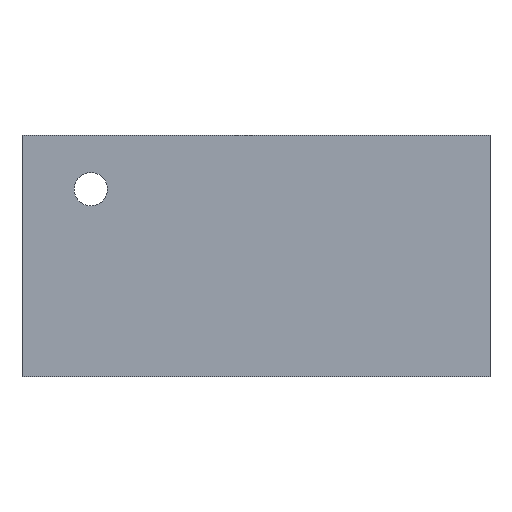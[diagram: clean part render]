
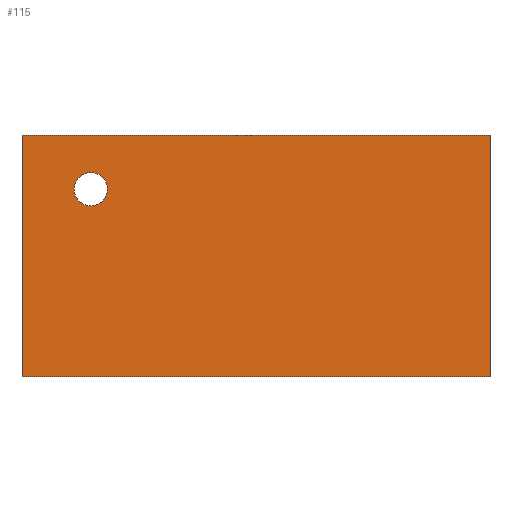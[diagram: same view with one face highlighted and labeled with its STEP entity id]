
A CAD part, top view. The second image highlights one B-rep face of the part: STEP entity #115.
In plain terms, the highlighted planar face has unit normal (0, 0, 1).
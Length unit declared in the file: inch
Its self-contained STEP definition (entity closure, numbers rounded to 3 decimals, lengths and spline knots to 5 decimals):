
#1 = EDGE_CURVE ( 'NONE', #111, #73, #286, .T. ) ;
#7 = LINE ( 'NONE', #274, #245 ) ;
#12 = DIRECTION ( 'NONE',  ( 0., 0., 1. ) ) ;
#17 = EDGE_CURVE ( 'NONE', #68, #212, #278, .T. ) ;
#18 = VECTOR ( 'NONE', #303, 39.37008 ) ;
#21 = EDGE_CURVE ( 'NONE', #73, #111, #56, .T. ) ;
#24 = ORIENTED_EDGE ( 'NONE', *, *, #270, .T. ) ;
#32 = ORIENTED_EDGE ( 'NONE', *, *, #221, .T. ) ;
#45 = AXIS2_PLACEMENT_3D ( 'NONE', #50, #193, #238 ) ;
#49 = FACE_BOUND ( 'NONE', #127, .T. ) ;
#50 = CARTESIAN_POINT ( 'NONE',  ( -1.979, 0.87317, 0.25 ) ) ;
#51 = LINE ( 'NONE', #256, #302 ) ;
#56 = CIRCLE ( 'NONE', #202, 0.23606 ) ;
#57 = DIRECTION ( 'NONE',  ( 0., 0., 1. ) ) ;
#68 = VERTEX_POINT ( 'NONE', #250 ) ;
#70 = ORIENTED_EDGE ( 'NONE', *, *, #86, .T. ) ;
#73 = VERTEX_POINT ( 'NONE', #198 ) ;
#79 = DIRECTION ( 'NONE',  ( 1., 0., 0. ) ) ;
#81 = CARTESIAN_POINT ( 'NONE',  ( -2.94991, -1.7754, 0.25 ) ) ;
#86 = EDGE_CURVE ( 'NONE', #185, #223, #7, .T. ) ;
#92 = LINE ( 'NONE', #159, #18 ) ;
#111 = VERTEX_POINT ( 'NONE', #301 ) ;
#115 = ADVANCED_FACE ( 'NONE', ( #49, #298 ), #151, .T. ) ;
#127 = EDGE_LOOP ( 'NONE', ( #261, #258 ) ) ;
#128 = DIRECTION ( 'NONE',  ( 1., 0., 0. ) ) ;
#136 = CARTESIAN_POINT ( 'NONE',  ( 3.65558, -1.7754, 0.25 ) ) ;
#139 = ORIENTED_EDGE ( 'NONE', *, *, #17, .T. ) ;
#144 = EDGE_LOOP ( 'NONE', ( #32, #70, #24, #139 ) ) ;
#151 = PLANE ( 'NONE',  #241 ) ;
#153 = CARTESIAN_POINT ( 'NONE',  ( 0., 0., 0.25 ) ) ;
#159 = CARTESIAN_POINT ( 'NONE',  ( 3.65558, 1.63735, 0.25 ) ) ;
#175 = DIRECTION ( 'NONE',  ( -1., 0., 0. ) ) ;
#183 = CARTESIAN_POINT ( 'NONE',  ( -2.94991, 1.63735, 0.25 ) ) ;
#185 = VERTEX_POINT ( 'NONE', #81 ) ;
#187 = VECTOR ( 'NONE', #175, 39.37008 ) ;
#193 = DIRECTION ( 'NONE',  ( 0., 0., 1. ) ) ;
#198 = CARTESIAN_POINT ( 'NONE',  ( -2.21506, 0.87317, 0.25 ) ) ;
#202 = AXIS2_PLACEMENT_3D ( 'NONE', #219, #12, #79 ) ;
#212 = VERTEX_POINT ( 'NONE', #183 ) ;
#219 = CARTESIAN_POINT ( 'NONE',  ( -1.979, 0.87317, 0.25 ) ) ;
#221 = EDGE_CURVE ( 'NONE', #212, #185, #51, .T. ) ;
#223 = VERTEX_POINT ( 'NONE', #136 ) ;
#238 = DIRECTION ( 'NONE',  ( 1., 0., 0. ) ) ;
#241 = AXIS2_PLACEMENT_3D ( 'NONE', #153, #57, #295 ) ;
#245 = VECTOR ( 'NONE', #128, 39.37008 ) ;
#250 = CARTESIAN_POINT ( 'NONE',  ( 3.65558, 1.63735, 0.25 ) ) ;
#256 = CARTESIAN_POINT ( 'NONE',  ( -2.94991, 1.63735, 0.25 ) ) ;
#258 = ORIENTED_EDGE ( 'NONE', *, *, #21, .F. ) ;
#261 = ORIENTED_EDGE ( 'NONE', *, *, #1, .F. ) ;
#270 = EDGE_CURVE ( 'NONE', #223, #68, #92, .T. ) ;
#274 = CARTESIAN_POINT ( 'NONE',  ( -2.94991, -1.7754, 0.25 ) ) ;
#278 = LINE ( 'NONE', #294, #187 ) ;
#280 = DIRECTION ( 'NONE',  ( 0., -1., 0. ) ) ;
#286 = CIRCLE ( 'NONE', #45, 0.23606 ) ;
#294 = CARTESIAN_POINT ( 'NONE',  ( -2.94991, 1.63735, 0.25 ) ) ;
#295 = DIRECTION ( 'NONE',  ( 1., 0., 0. ) ) ;
#298 = FACE_OUTER_BOUND ( 'NONE', #144, .T. ) ;
#301 = CARTESIAN_POINT ( 'NONE',  ( -1.74293, 0.87317, 0.25 ) ) ;
#302 = VECTOR ( 'NONE', #280, 39.37008 ) ;
#303 = DIRECTION ( 'NONE',  ( 0., 1., 0. ) ) ;
